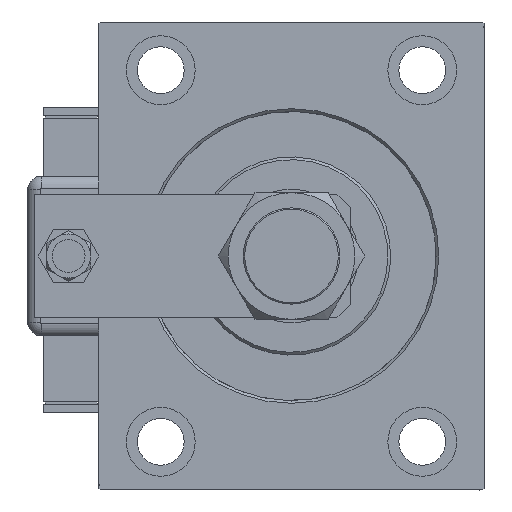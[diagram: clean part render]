
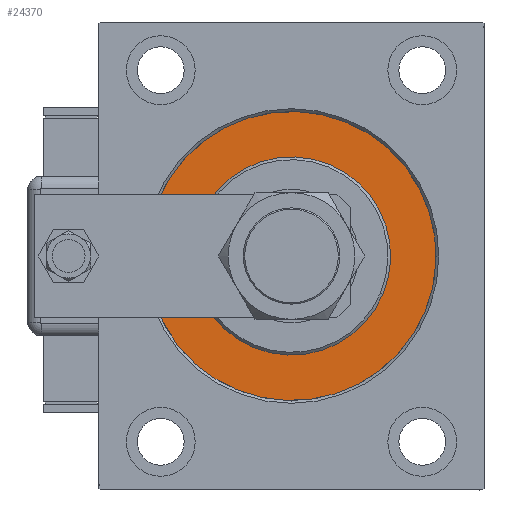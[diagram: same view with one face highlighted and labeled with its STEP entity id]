
A CAD part, left-side view. The second image highlights one B-rep face of the part: STEP entity #24370.
In plain terms, the highlighted face is planar.
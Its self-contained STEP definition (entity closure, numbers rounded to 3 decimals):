
#1165 = AXIS2_PLACEMENT_3D ( 'NONE', #19465, #48352, #9475 ) ;
#1995 = PLANE ( 'NONE',  #61260 ) ;
#2105 = DIRECTION ( 'NONE',  ( -1., 0., 0. ) ) ;
#2610 = CARTESIAN_POINT ( 'NONE',  ( 0., 0., 0. ) ) ;
#5071 = CARTESIAN_POINT ( 'NONE',  ( 0., 0., -52.5 ) ) ;
#7422 = ORIENTED_EDGE ( 'NONE', *, *, #12411, .F. ) ;
#7833 = AXIS2_PLACEMENT_3D ( 'NONE', #24846, #25764, #21101 ) ;
#9475 = DIRECTION ( 'NONE',  ( 0., 0., 1. ) ) ;
#9610 = CARTESIAN_POINT ( 'NONE',  ( 0., 0., 52.5 ) ) ;
#10294 = ORIENTED_EDGE ( 'NONE', *, *, #58984, .F. ) ;
#11990 = DIRECTION ( 'NONE',  ( 0., 0., 1. ) ) ;
#12044 = CARTESIAN_POINT ( 'NONE',  ( 0., 0., 0. ) ) ;
#12411 = EDGE_CURVE ( 'NONE', #29556, #36318, #18256, .T. ) ;
#18256 = CIRCLE ( 'NONE', #40103, 36. ) ;
#19465 = CARTESIAN_POINT ( 'NONE',  ( 0., 0., 0. ) ) ;
#21024 = DIRECTION ( 'NONE',  ( -1., 0., 0. ) ) ;
#21101 = DIRECTION ( 'NONE',  ( 0., 0., -1. ) ) ;
#21106 = CARTESIAN_POINT ( 'NONE',  ( 0., 0., 36. ) ) ;
#24370 = ADVANCED_FACE ( 'NONE', ( #53968, #58958 ), #1995, .F. ) ;
#24846 = CARTESIAN_POINT ( 'NONE',  ( 0., 0., 0. ) ) ;
#25764 = DIRECTION ( 'NONE',  ( 1., 0., 0. ) ) ;
#26416 = CARTESIAN_POINT ( 'NONE',  ( 0., 0., 0. ) ) ;
#29556 = VERTEX_POINT ( 'NONE', #56916 ) ;
#30573 = ORIENTED_EDGE ( 'NONE', *, *, #51443, .F. ) ;
#34687 = CIRCLE ( 'NONE', #7833, 36. ) ;
#35016 = CIRCLE ( 'NONE', #1165, 52.5 ) ;
#36178 = EDGE_LOOP ( 'NONE', ( #30573, #7422 ) ) ;
#36318 = VERTEX_POINT ( 'NONE', #21106 ) ;
#40103 = AXIS2_PLACEMENT_3D ( 'NONE', #12044, #59329, #54030 ) ;
#42165 = EDGE_LOOP ( 'NONE', ( #10294, #55204 ) ) ;
#45796 = CIRCLE ( 'NONE', #50761, 52.5 ) ;
#48352 = DIRECTION ( 'NONE',  ( -1., 0., 0. ) ) ;
#48590 = VERTEX_POINT ( 'NONE', #5071 ) ;
#49321 = VERTEX_POINT ( 'NONE', #9610 ) ;
#49724 = DIRECTION ( 'NONE',  ( 0., 0., 1. ) ) ;
#50761 = AXIS2_PLACEMENT_3D ( 'NONE', #26416, #2105, #49724 ) ;
#51443 = EDGE_CURVE ( 'NONE', #36318, #29556, #34687, .T. ) ;
#53968 = FACE_BOUND ( 'NONE', #36178, .T. ) ;
#54030 = DIRECTION ( 'NONE',  ( 0., 0., -1. ) ) ;
#55204 = ORIENTED_EDGE ( 'NONE', *, *, #57436, .F. ) ;
#56916 = CARTESIAN_POINT ( 'NONE',  ( 0., 0., -36. ) ) ;
#57436 = EDGE_CURVE ( 'NONE', #49321, #48590, #45796, .T. ) ;
#58958 = FACE_OUTER_BOUND ( 'NONE', #42165, .T. ) ;
#58984 = EDGE_CURVE ( 'NONE', #48590, #49321, #35016, .T. ) ;
#59329 = DIRECTION ( 'NONE',  ( 1., 0., 0. ) ) ;
#61260 = AXIS2_PLACEMENT_3D ( 'NONE', #2610, #21024, #11990 ) ;
